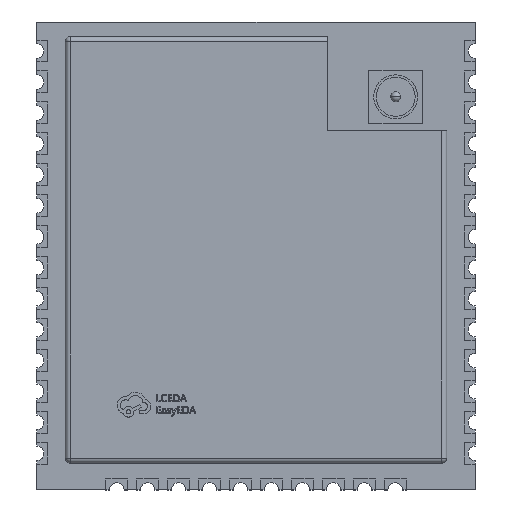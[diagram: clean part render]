
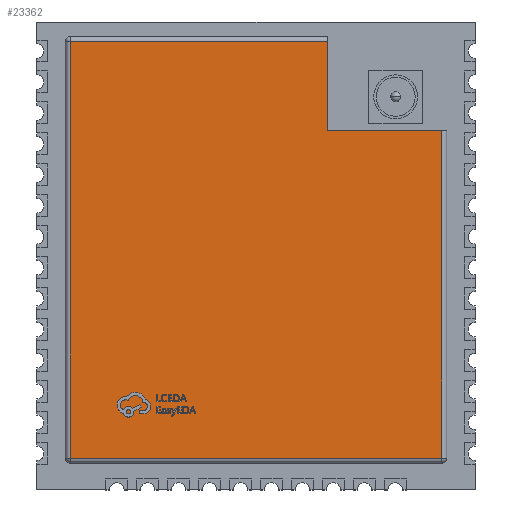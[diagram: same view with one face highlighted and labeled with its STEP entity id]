
A CAD part, top view. The second image highlights one B-rep face of the part: STEP entity #23362.
In plain terms, the highlighted planar face has unit normal (0, 0, 1).
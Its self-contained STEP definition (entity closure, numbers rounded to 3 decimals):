
#78 = VERTEX_POINT ( 'NONE', #18549 ) ;
#1612 = VECTOR ( 'NONE', #33482, 1000. ) ;
#2039 = DIRECTION ( 'NONE',  ( 0., 0., -1. ) ) ;
#2820 = ORIENTED_EDGE ( 'NONE', *, *, #38342, .T. ) ;
#2938 = VECTOR ( 'NONE', #24386, 1000. ) ;
#3137 = EDGE_CURVE ( 'NONE', #21467, #29768, #3156, .T. ) ;
#3156 = LINE ( 'NONE', #27814, #16036 ) ;
#7417 = LINE ( 'NONE', #18170, #1612 ) ;
#7429 = CARTESIAN_POINT ( 'NONE',  ( 2.925, 8.8, 2.4 ) ) ;
#8317 = DIRECTION ( 'NONE',  ( -1., 0., 0. ) ) ;
#8538 = VERTEX_POINT ( 'NONE', #7429 ) ;
#11351 = PLANE ( 'NONE',  #29847 ) ;
#11806 = LINE ( 'NONE', #14424, #27126 ) ;
#12470 = DIRECTION ( 'NONE',  ( 0., -1., 0. ) ) ;
#12714 = CARTESIAN_POINT ( 'NONE',  ( -7.625, -8.3, 2.4 ) ) ;
#13499 = ORIENTED_EDGE ( 'NONE', *, *, #38289, .T. ) ;
#13531 = LINE ( 'NONE', #22686, #32554 ) ;
#14424 = CARTESIAN_POINT ( 'NONE',  ( 7.625, 0., 2.4 ) ) ;
#15579 = EDGE_CURVE ( 'NONE', #8538, #27574, #34074, .T. ) ;
#16036 = VECTOR ( 'NONE', #12470, 1000. ) ;
#17541 = ORIENTED_EDGE ( 'NONE', *, *, #15579, .F. ) ;
#18108 = CARTESIAN_POINT ( 'NONE',  ( -7.625, 8.8, 2.4 ) ) ;
#18170 = CARTESIAN_POINT ( 'NONE',  ( 0., 5.15, 2.4 ) ) ;
#18549 = CARTESIAN_POINT ( 'NONE',  ( 7.625, -8.3, 2.4 ) ) ;
#19070 = VECTOR ( 'NONE', #19073, 1000. ) ;
#19073 = DIRECTION ( 'NONE',  ( -1., 0., 0. ) ) ;
#19644 = CARTESIAN_POINT ( 'NONE',  ( 0., 8.8, 2.4 ) ) ;
#20297 = FACE_OUTER_BOUND ( 'NONE', #30514, .T. ) ;
#20573 = ORIENTED_EDGE ( 'NONE', *, *, #22851, .F. ) ;
#21187 = CARTESIAN_POINT ( 'NONE',  ( 2.925, 0., 2.4 ) ) ;
#21467 = VERTEX_POINT ( 'NONE', #18108 ) ;
#22686 = CARTESIAN_POINT ( 'NONE',  ( 0., -8.3, 2.4 ) ) ;
#22851 = EDGE_CURVE ( 'NONE', #27574, #31119, #7417, .T. ) ;
#23170 = CARTESIAN_POINT ( 'NONE',  ( 7.625, 5.15, 2.4 ) ) ;
#23362 = ADVANCED_FACE ( 'NONE', ( #20297 ), #11351, .F. ) ;
#24386 = DIRECTION ( 'NONE',  ( 0., -1., 0. ) ) ;
#25018 = EDGE_CURVE ( 'NONE', #78, #31119, #11806, .T. ) ;
#27052 = ORIENTED_EDGE ( 'NONE', *, *, #3137, .T. ) ;
#27126 = VECTOR ( 'NONE', #33243, 1000. ) ;
#27574 = VERTEX_POINT ( 'NONE', #35390 ) ;
#27814 = CARTESIAN_POINT ( 'NONE',  ( -7.625, 0., 2.4 ) ) ;
#28306 = LINE ( 'NONE', #19644, #19070 ) ;
#29768 = VERTEX_POINT ( 'NONE', #12714 ) ;
#29847 = AXIS2_PLACEMENT_3D ( 'NONE', #39983, #2039, #8317 ) ;
#30514 = EDGE_LOOP ( 'NONE', ( #17541, #2820, #27052, #13499, #30654, #20573 ) ) ;
#30654 = ORIENTED_EDGE ( 'NONE', *, *, #25018, .T. ) ;
#31119 = VERTEX_POINT ( 'NONE', #23170 ) ;
#32554 = VECTOR ( 'NONE', #34371, 1000. ) ;
#33243 = DIRECTION ( 'NONE',  ( 0., 1., 0. ) ) ;
#33482 = DIRECTION ( 'NONE',  ( 1., 0., 0. ) ) ;
#34074 = LINE ( 'NONE', #21187, #2938 ) ;
#34371 = DIRECTION ( 'NONE',  ( 1., 0., 0. ) ) ;
#35390 = CARTESIAN_POINT ( 'NONE',  ( 2.925, 5.15, 2.4 ) ) ;
#38289 = EDGE_CURVE ( 'NONE', #29768, #78, #13531, .T. ) ;
#38342 = EDGE_CURVE ( 'NONE', #8538, #21467, #28306, .T. ) ;
#39983 = CARTESIAN_POINT ( 'NONE',  ( 0., 0., 2.4 ) ) ;
